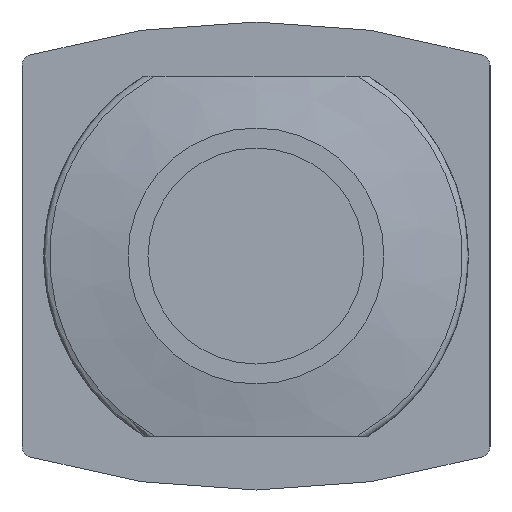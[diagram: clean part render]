
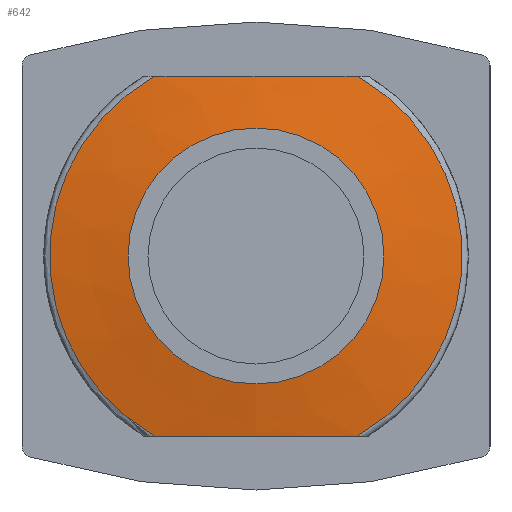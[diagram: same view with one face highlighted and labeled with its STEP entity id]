
A CAD part, left-side view. The second image highlights one B-rep face of the part: STEP entity #642.
In plain terms, the highlighted conical face has half-angle 80 degrees and reference radius 3.554 mm.
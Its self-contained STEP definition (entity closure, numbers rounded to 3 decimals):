
#20=CONICAL_SURFACE('',#696,3.554,1.396);
#82=CIRCLE('',#665,5.735);
#99=CIRCLE('',#694,3.554);
#101=CIRCLE('',#697,5.735);
#173=ORIENTED_EDGE('',*,*,#258,.F.);
#174=ORIENTED_EDGE('',*,*,#259,.T.);
#175=ORIENTED_EDGE('',*,*,#224,.F.);
#176=ORIENTED_EDGE('',*,*,#260,.T.);
#177=ORIENTED_EDGE('',*,*,#256,.T.);
#224=EDGE_CURVE('',#278,#280,#82,.T.);
#256=EDGE_CURVE('',#302,#302,#99,.T.);
#258=EDGE_CURVE('',#304,#305,#101,.T.);
#259=EDGE_CURVE('',#304,#280,#321,.T.);
#260=EDGE_CURVE('',#278,#305,#322,.T.);
#278=VERTEX_POINT('',#874);
#280=VERTEX_POINT('',#877);
#302=VERTEX_POINT('',#947);
#304=VERTEX_POINT('',#952);
#305=VERTEX_POINT('',#953);
#321=B_SPLINE_CURVE_WITH_KNOTS('',3,(#954,#955,#956,#957),.UNSPECIFIED.,
 .F.,.F.,(4,4),(0.015,0.02),.UNSPECIFIED.);
#322=B_SPLINE_CURVE_WITH_KNOTS('',3,(#958,#959,#960,#961),.UNSPECIFIED.,
 .F.,.F.,(4,4),(0.015,0.02),.UNSPECIFIED.);
#341=EDGE_LOOP('',(#173,#174,#175,#176));
#342=EDGE_LOOP('',(#177));
#385=FACE_BOUND('',#341,.T.);
#386=FACE_BOUND('',#342,.T.);
#642=ADVANCED_FACE('',(#385,#386),#20,.T.);
#665=AXIS2_PLACEMENT_3D('',#876,#729,#730);
#694=AXIS2_PLACEMENT_3D('',#946,#801,#802);
#696=AXIS2_PLACEMENT_3D('',#950,#805,#806);
#697=AXIS2_PLACEMENT_3D('',#951,#807,#808);
#729=DIRECTION('',(1.,0.,0.));
#730=DIRECTION('',(0.,0.,-1.));
#801=DIRECTION('',(1.,0.,0.));
#802=DIRECTION('',(0.,0.,-1.));
#805=DIRECTION('',(1.,0.,0.));
#806=DIRECTION('',(0.,0.,-1.));
#807=DIRECTION('',(1.,0.,0.));
#808=DIRECTION('',(0.,0.,-1.));
#874=CARTESIAN_POINT('',(-25.316,-2.808,5.));
#876=CARTESIAN_POINT('',(-25.316,0.,0.));
#877=CARTESIAN_POINT('',(-25.316,-2.808,-5.));
#946=CARTESIAN_POINT('',(-25.7,0.,0.));
#947=CARTESIAN_POINT('',(-25.7,0.,-3.554));
#950=CARTESIAN_POINT('',(-25.7,0.,0.));
#951=CARTESIAN_POINT('',(-25.316,0.,0.));
#952=CARTESIAN_POINT('',(-25.316,2.808,-5.));
#953=CARTESIAN_POINT('',(-25.316,2.808,5.));
#954=CARTESIAN_POINT('',(-25.316,2.808,-5.));
#955=CARTESIAN_POINT('',(-25.476,0.947,-5.));
#956=CARTESIAN_POINT('',(-25.476,-0.945,-5.));
#957=CARTESIAN_POINT('',(-25.316,-2.808,-5.));
#958=CARTESIAN_POINT('',(-25.316,-2.808,5.));
#959=CARTESIAN_POINT('',(-25.476,-0.947,5.));
#960=CARTESIAN_POINT('',(-25.476,0.945,5.));
#961=CARTESIAN_POINT('',(-25.316,2.808,5.));
